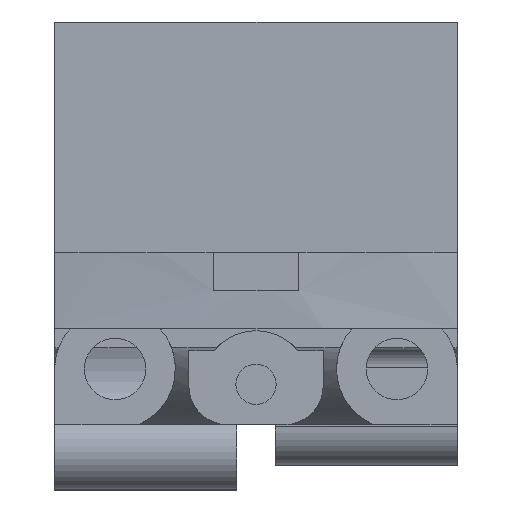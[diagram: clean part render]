
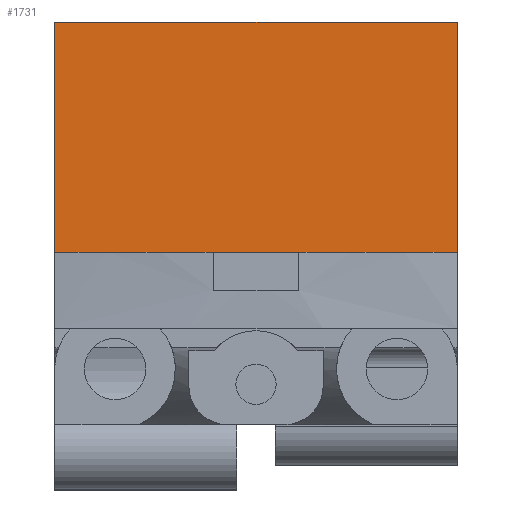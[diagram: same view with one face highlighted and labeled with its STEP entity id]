
A CAD part, front view. The second image highlights one B-rep face of the part: STEP entity #1731.
In plain terms, the highlighted planar face has unit normal (0, -1, 0).
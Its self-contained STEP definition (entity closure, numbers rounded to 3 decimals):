
#34=PLANE('',#1840);
#93=FACE_OUTER_BOUND('',#186,.T.);
#186=EDGE_LOOP('',(#1171,#1172,#1173,#1174));
#290=LINE('',#2528,#474);
#291=LINE('',#2530,#475);
#292=LINE('',#2532,#476);
#293=LINE('',#2533,#477);
#474=VECTOR('',#2013,10.);
#475=VECTOR('',#2014,10.);
#476=VECTOR('',#2015,10.);
#477=VECTOR('',#2016,10.);
#731=VERTEX_POINT('',#2526);
#732=VERTEX_POINT('',#2527);
#733=VERTEX_POINT('',#2529);
#734=VERTEX_POINT('',#2531);
#906=EDGE_CURVE('',#731,#732,#290,.T.);
#907=EDGE_CURVE('',#731,#733,#291,.T.);
#908=EDGE_CURVE('',#734,#733,#292,.T.);
#909=EDGE_CURVE('',#732,#734,#293,.T.);
#1171=ORIENTED_EDGE('',*,*,#906,.F.);
#1172=ORIENTED_EDGE('',*,*,#907,.T.);
#1173=ORIENTED_EDGE('',*,*,#908,.F.);
#1174=ORIENTED_EDGE('',*,*,#909,.F.);
#1731=ADVANCED_FACE('',(#93),#34,.T.);
#1840=AXIS2_PLACEMENT_3D('',#2525,#2011,#2012);
#2011=DIRECTION('center_axis',(0.,-1.,0.));
#2012=DIRECTION('ref_axis',(1.,0.,0.));
#2013=DIRECTION('',(-1.,0.,0.));
#2014=DIRECTION('',(0.,0.,1.));
#2015=DIRECTION('',(1.,0.,0.));
#2016=DIRECTION('',(0.,0.,1.));
#2525=CARTESIAN_POINT('Origin',(-10.5,-10.106,123.));
#2526=CARTESIAN_POINT('',(10.5,-10.106,123.));
#2527=CARTESIAN_POINT('',(-10.5,-10.106,123.));
#2528=CARTESIAN_POINT('',(-5.25,-10.106,123.));
#2529=CARTESIAN_POINT('',(10.5,-10.106,135.));
#2530=CARTESIAN_POINT('',(10.5,-10.106,123.));
#2531=CARTESIAN_POINT('',(-10.5,-10.106,135.));
#2532=CARTESIAN_POINT('',(10.5,-10.106,135.));
#2533=CARTESIAN_POINT('',(-10.5,-10.106,123.));
